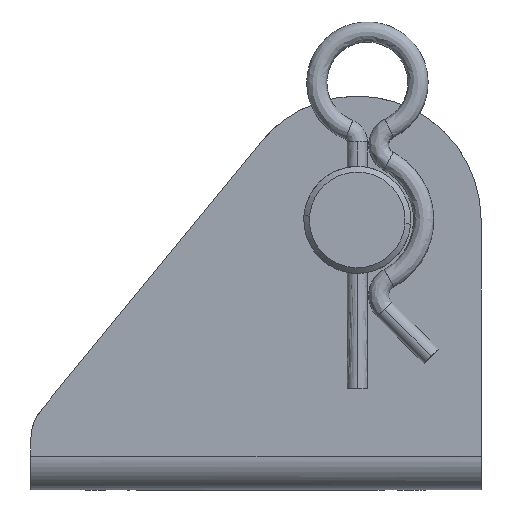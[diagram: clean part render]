
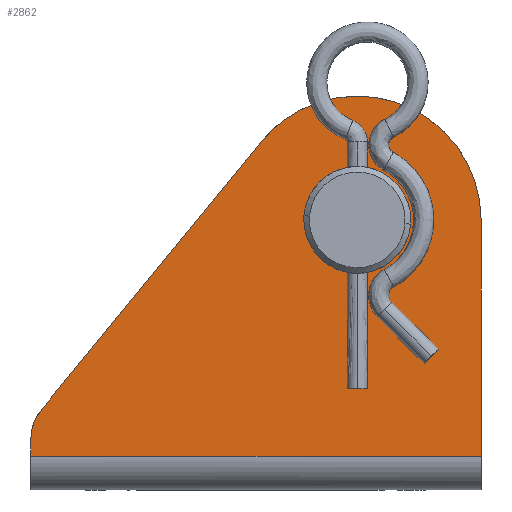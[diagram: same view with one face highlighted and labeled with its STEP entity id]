
A CAD part, front view. The second image highlights one B-rep face of the part: STEP entity #2862.
In plain terms, the highlighted free-form (B-spline) face has degree [1, 1] with [2, 2] control points.
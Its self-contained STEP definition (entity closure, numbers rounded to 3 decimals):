
#2661=CARTESIAN_POINT('',(-4.75,-12.,-0.035));
#2662=VERTEX_POINT('',#2661);
#2663=CARTESIAN_POINT('',(0.,-12.,-4.75));
#2664=VERTEX_POINT('',#2663);
#2665=CARTESIAN_POINT('',(-4.75,-12.,-0.035));
#2666=CARTESIAN_POINT('',(-4.715,-12.,-4.75));
#2667=CARTESIAN_POINT('',(0.,-12.,-4.75));
#2675=(BOUNDED_CURVE()B_SPLINE_CURVE(2,(#2665,#2666,#2667),.UNSPECIFIED.,.F.,.U.)B_SPLINE_CURVE_WITH_KNOTS((3,3),(0.251,0.5),.UNSPECIFIED.)CURVE()GEOMETRIC_REPRESENTATION_ITEM()RATIONAL_B_SPLINE_CURVE((0.997,0.709,1.0))REPRESENTATION_ITEM(''));
#2676=EDGE_CURVE('',#2662,#2664,#2675,.T.);
#2678=CARTESIAN_POINT('',(4.75,-12.,0.035));
#2679=VERTEX_POINT('',#2678);
#2680=CARTESIAN_POINT('',(0.,-12.,-4.75));
#2681=CARTESIAN_POINT('',(4.75,-12.,-4.75));
#2682=CARTESIAN_POINT('',(4.75,-12.,0.0));
#2683=CARTESIAN_POINT('',(4.75,-12.,0.017));
#2684=CARTESIAN_POINT('',(4.75,-12.,0.035));
#2692=(BOUNDED_CURVE()B_SPLINE_CURVE(2,(#2680,#2681,#2682,#2683,#2684),.UNSPECIFIED.,.F.,.U.)B_SPLINE_CURVE_WITH_KNOTS((3,2,3),(0.5,0.75,0.751),.UNSPECIFIED.)CURVE()GEOMETRIC_REPRESENTATION_ITEM()RATIONAL_B_SPLINE_CURVE((1.0,0.707,1.0,0.998,0.997))REPRESENTATION_ITEM(''));
#2693=EDGE_CURVE('',#2664,#2679,#2692,.T.);
#2735=CARTESIAN_POINT('',(0.,-12.,4.75));
#2736=VERTEX_POINT('',#2735);
#2737=CARTESIAN_POINT('',(0.,-12.,4.75));
#2738=CARTESIAN_POINT('',(-4.75,-12.,4.75));
#2739=CARTESIAN_POINT('',(-4.75,-12.,0.0));
#2740=CARTESIAN_POINT('',(-4.75,-12.,-0.017));
#2741=CARTESIAN_POINT('',(-4.75,-12.,-0.035));
#2749=(BOUNDED_CURVE()B_SPLINE_CURVE(2,(#2737,#2738,#2739,#2740,#2741),.UNSPECIFIED.,.F.,.U.)B_SPLINE_CURVE_WITH_KNOTS((3,2,3),(0.0,0.25,0.251),.UNSPECIFIED.)CURVE()GEOMETRIC_REPRESENTATION_ITEM()RATIONAL_B_SPLINE_CURVE((1.0,0.707,1.0,0.998,0.997))REPRESENTATION_ITEM(''));
#2750=EDGE_CURVE('',#2736,#2662,#2749,.T.);
#2757=CARTESIAN_POINT('',(4.75,-12.,0.035));
#2758=CARTESIAN_POINT('',(4.715,-12.,4.75));
#2759=CARTESIAN_POINT('',(0.,-12.,4.75));
#2767=(BOUNDED_CURVE()B_SPLINE_CURVE(2,(#2757,#2758,#2759),.UNSPECIFIED.,.F.,.U.)B_SPLINE_CURVE_WITH_KNOTS((3,3),(0.751,1.0),.UNSPECIFIED.)CURVE()GEOMETRIC_REPRESENTATION_ITEM()RATIONAL_B_SPLINE_CURVE((0.997,0.709,1.0))REPRESENTATION_ITEM(''));
#2768=EDGE_CURVE('',#2679,#2736,#2767,.T.);
#2779=CARTESIAN_POINT('',(-30.998,-12.,12.597));
#2780=CARTESIAN_POINT('',(12.998,-12.,12.597));
#2781=CARTESIAN_POINT('',(-30.998,-12.,-22.598));
#2782=CARTESIAN_POINT('',(12.998,-12.,-22.598));
#2783=B_SPLINE_SURFACE_WITH_KNOTS('',1,1,((#2779,#2781),(#2780,#2782)),.UNSPECIFIED.,.F.,.F.,.U.,(2,2),(2,2),(0.0,43.996),(0.0,35.195),.UNSPECIFIED.);
#2784=CARTESIAN_POINT('',(-29.0,-12.,-21.0));
#2785=VERTEX_POINT('',#2784);
#2786=CARTESIAN_POINT('',(-29.0,-12.,-19.431));
#2787=VERTEX_POINT('',#2786);
#2788=CARTESIAN_POINT('',(-29.0,-12.,-21.0));
#2789=CARTESIAN_POINT('',(-29.0,-12.,-19.431));
#2790=QUASI_UNIFORM_CURVE('',1,(#2788,#2789),.UNSPECIFIED.,.F.,.U.);
#2791=EDGE_CURVE('',#2785,#2787,#2790,.T.);
#2792=ORIENTED_EDGE('',*,*,#2791,.F.);
#2793=CARTESIAN_POINT('',(11.0,-12.,-21.0));
#2794=VERTEX_POINT('',#2793);
#2795=CARTESIAN_POINT('',(-29.0,-12.,-21.0));
#2796=CARTESIAN_POINT('',(11.0,-12.,-21.0));
#2797=QUASI_UNIFORM_CURVE('',1,(#2795,#2796),.UNSPECIFIED.,.F.,.U.);
#2798=EDGE_CURVE('',#2785,#2794,#2797,.T.);
#2799=ORIENTED_EDGE('',*,*,#2798,.T.);
#2800=CARTESIAN_POINT('',(11.0,-12.,0.0));
#2801=VERTEX_POINT('',#2800);
#2802=CARTESIAN_POINT('',(11.0,-12.,0.0));
#2803=CARTESIAN_POINT('',(11.0,-12.,-21.0));
#2804=QUASI_UNIFORM_CURVE('',1,(#2802,#2803),.UNSPECIFIED.,.F.,.U.);
#2805=EDGE_CURVE('',#2801,#2794,#2804,.T.);
#2806=ORIENTED_EDGE('',*,*,#2805,.F.);
#2807=CARTESIAN_POINT('',(-8.503,-12.,6.978));
#2808=VERTEX_POINT('',#2807);
#2809=CARTESIAN_POINT('',(11.0,-12.,0.0));
#2810=CARTESIAN_POINT('',(11.,-12.,0.633));
#2811=CARTESIAN_POINT('',(10.912,-12.,1.652));
#2812=CARTESIAN_POINT('',(10.574,-12.,3.128));
#2813=CARTESIAN_POINT('',(10.174,-12.,4.238));
#2814=CARTESIAN_POINT('',(9.643,-12.,5.33));
#2815=CARTESIAN_POINT('',(8.997,-12.,6.38));
#2816=CARTESIAN_POINT('',(8.168,-12.,7.409));
#2817=CARTESIAN_POINT('',(7.069,-12.,8.475));
#2818=CARTESIAN_POINT('',(5.987,-12.,9.266));
#2819=CARTESIAN_POINT('',(4.768,-12.,9.935));
#2820=CARTESIAN_POINT('',(3.567,-12.,10.441));
#2821=CARTESIAN_POINT('',(2.274,-12.,10.791));
#2822=CARTESIAN_POINT('',(0.828,-12.,10.998));
#2823=CARTESIAN_POINT('',(-0.635,-12.,11.024));
#2824=CARTESIAN_POINT('',(-2.119,-12.,10.824));
#2825=CARTESIAN_POINT('',(-3.684,-12.,10.407));
#2826=CARTESIAN_POINT('',(-5.176,-12.,9.765));
#2827=CARTESIAN_POINT('',(-6.419,-12.,8.96));
#2828=CARTESIAN_POINT('',(-7.511,-12.,8.073));
#2829=CARTESIAN_POINT('',(-8.113,-12.,7.453));
#2830=CARTESIAN_POINT('',(-8.503,-12.,6.978));
#2831=B_SPLINE_CURVE_WITH_KNOTS('',3,(#2809,#2810,#2811,#2812,#2813,#2814,#2815,#2816,#2817,#2818,#2819,#2820,#2821,#2822,#2823,#2824,#2825,#2826,#2827,#2828,#2829,#2830),.UNSPECIFIED.,.F.,.U.,(4,1,1,1,1,1,1,1,1,1,1,1,1,1,1,1,1,1,1,4),(0.,1.898,3.058,4.535,5.431,6.697,8.226,9.386,11.285,12.234,13.552,15.187,16.241,17.929,19.564,20.724,22.78,24.415,25.153,26.999),.UNSPECIFIED.);
#2832=EDGE_CURVE('',#2801,#2808,#2831,.T.);
#2833=ORIENTED_EDGE('',*,*,#2832,.T.);
#2834=CARTESIAN_POINT('',(-28.092,-12.,-16.894));
#2835=VERTEX_POINT('',#2834);
#2836=CARTESIAN_POINT('',(-8.503,-12.,6.978));
#2837=CARTESIAN_POINT('',(-28.092,-12.,-16.894));
#2838=QUASI_UNIFORM_CURVE('',1,(#2836,#2837),.UNSPECIFIED.,.F.,.U.);
#2839=EDGE_CURVE('',#2808,#2835,#2838,.T.);
#2840=ORIENTED_EDGE('',*,*,#2839,.T.);
#2841=CARTESIAN_POINT('',(-28.092,-12.,-16.894));
#2842=CARTESIAN_POINT('',(-29.,-12.,-18.));
#2843=CARTESIAN_POINT('',(-29.0,-12.,-19.431));
#2851=(BOUNDED_CURVE()B_SPLINE_CURVE(2,(#2841,#2842,#2843),.UNSPECIFIED.,.F.,.U.)CURVE()GEOMETRIC_REPRESENTATION_ITEM()QUASI_UNIFORM_CURVE()RATIONAL_B_SPLINE_CURVE((1.0,0.942,1.0))REPRESENTATION_ITEM(''));
#2852=EDGE_CURVE('',#2835,#2787,#2851,.T.);
#2853=ORIENTED_EDGE('',*,*,#2852,.T.);
#2854=EDGE_LOOP('',(#2792,#2799,#2806,#2833,#2840,#2853));
#2855=FACE_OUTER_BOUND('',#2854,.T.);
#2856=ORIENTED_EDGE('',*,*,#2693,.F.);
#2857=ORIENTED_EDGE('',*,*,#2676,.F.);
#2858=ORIENTED_EDGE('',*,*,#2750,.F.);
#2859=ORIENTED_EDGE('',*,*,#2768,.F.);
#2860=EDGE_LOOP('',(#2856,#2857,#2858,#2859));
#2861=FACE_BOUND('',#2860,.T.);
#2862=ADVANCED_FACE('',(#2855,#2861),#2783,.F.);
